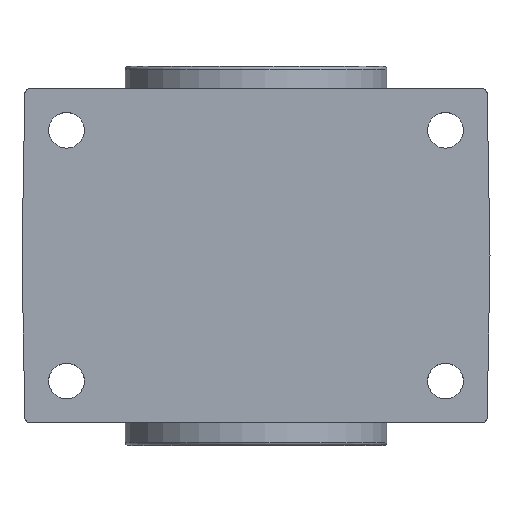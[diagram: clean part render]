
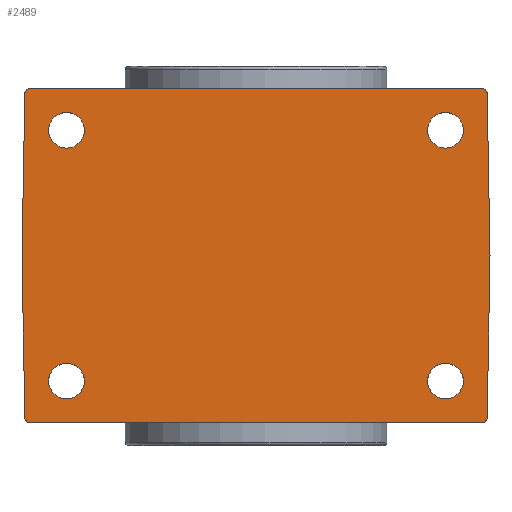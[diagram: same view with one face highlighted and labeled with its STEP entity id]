
A CAD part, top view. The second image highlights one B-rep face of the part: STEP entity #2489.
In plain terms, the highlighted planar face has unit normal (0, 0, 1).
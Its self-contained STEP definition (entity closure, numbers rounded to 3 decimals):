
#124=FACE_BOUND('',#639,.T.);
#125=FACE_BOUND('',#640,.T.);
#126=FACE_BOUND('',#641,.T.);
#127=FACE_BOUND('',#642,.T.);
#240=CIRCLE('',#2695,3.2);
#242=CIRCLE('',#2698,3.2);
#244=CIRCLE('',#2701,3.2);
#246=CIRCLE('',#2704,3.2);
#248=CIRCLE('',#2713,1.);
#250=CIRCLE('',#2716,1.);
#252=CIRCLE('',#2719,1.);
#254=CIRCLE('',#2722,1.);
#471=FACE_OUTER_BOUND('',#638,.T.);
#638=EDGE_LOOP('',(#2134,#2135,#2136,#2137,#2138,#2139,#2140,#2141,#2142,
#2143));
#639=EDGE_LOOP('',(#2144));
#640=EDGE_LOOP('',(#2145));
#641=EDGE_LOOP('',(#2146));
#642=EDGE_LOOP('',(#2147));
#721=LINE('',#4172,#892);
#725=LINE('',#4180,#896);
#730=LINE('',#4190,#901);
#735=LINE('',#4250,#906);
#739=LINE('',#4309,#910);
#744=LINE('',#4363,#915);
#892=VECTOR('',#3156,1000.);
#896=VECTOR('',#3162,1000.);
#901=VECTOR('',#3169,1000.);
#906=VECTOR('',#3176,1000.);
#910=VECTOR('',#3182,1000.);
#915=VECTOR('',#3189,1000.);
#1091=VERTEX_POINT('',#4144);
#1093=VERTEX_POINT('',#4150);
#1095=VERTEX_POINT('',#4156);
#1097=VERTEX_POINT('',#4162);
#1100=VERTEX_POINT('',#4169);
#1101=VERTEX_POINT('',#4171);
#1103=VERTEX_POINT('',#4178);
#1104=VERTEX_POINT('',#4179);
#1107=VERTEX_POINT('',#4188);
#1108=VERTEX_POINT('',#4189);
#1113=VERTEX_POINT('',#4249);
#1117=VERTEX_POINT('',#4307);
#1118=VERTEX_POINT('',#4308);
#1123=VERTEX_POINT('',#4362);
#1331=EDGE_CURVE('',#1091,#1091,#240,.T.);
#1334=EDGE_CURVE('',#1093,#1093,#242,.T.);
#1337=EDGE_CURVE('',#1095,#1095,#244,.T.);
#1340=EDGE_CURVE('',#1097,#1097,#246,.T.);
#1344=EDGE_CURVE('',#1100,#1101,#721,.T.);
#1348=EDGE_CURVE('',#1103,#1104,#725,.T.);
#1353=EDGE_CURVE('',#1107,#1108,#730,.T.);
#1359=EDGE_CURVE('',#1108,#1113,#735,.T.);
#1364=EDGE_CURVE('',#1117,#1118,#739,.T.);
#1370=EDGE_CURVE('',#1123,#1117,#744,.T.);
#1375=EDGE_CURVE('',#1107,#1104,#248,.T.);
#1377=EDGE_CURVE('',#1103,#1118,#250,.T.);
#1379=EDGE_CURVE('',#1123,#1100,#252,.T.);
#1381=EDGE_CURVE('',#1101,#1113,#254,.T.);
#2134=ORIENTED_EDGE('',*,*,#1348,.T.);
#2135=ORIENTED_EDGE('',*,*,#1375,.F.);
#2136=ORIENTED_EDGE('',*,*,#1353,.T.);
#2137=ORIENTED_EDGE('',*,*,#1359,.T.);
#2138=ORIENTED_EDGE('',*,*,#1381,.F.);
#2139=ORIENTED_EDGE('',*,*,#1344,.F.);
#2140=ORIENTED_EDGE('',*,*,#1379,.F.);
#2141=ORIENTED_EDGE('',*,*,#1370,.T.);
#2142=ORIENTED_EDGE('',*,*,#1364,.T.);
#2143=ORIENTED_EDGE('',*,*,#1377,.F.);
#2144=ORIENTED_EDGE('',*,*,#1331,.T.);
#2145=ORIENTED_EDGE('',*,*,#1334,.T.);
#2146=ORIENTED_EDGE('',*,*,#1337,.T.);
#2147=ORIENTED_EDGE('',*,*,#1340,.T.);
#2355=PLANE('',#2843);
#2489=ADVANCED_FACE('',(#471,#124,#125,#126,#127),#2355,.T.);
#2695=AXIS2_PLACEMENT_3D('',#4145,#3127,#3128);
#2698=AXIS2_PLACEMENT_3D('',#4151,#3134,#3135);
#2701=AXIS2_PLACEMENT_3D('',#4157,#3141,#3142);
#2704=AXIS2_PLACEMENT_3D('',#4163,#3148,#3149);
#2713=AXIS2_PLACEMENT_3D('',#4414,#3195,#3196);
#2716=AXIS2_PLACEMENT_3D('',#4417,#3201,#3202);
#2719=AXIS2_PLACEMENT_3D('',#4420,#3207,#3208);
#2722=AXIS2_PLACEMENT_3D('',#4423,#3213,#3214);
#2843=AXIS2_PLACEMENT_3D('',#5399,#3515,#3516);
#3127=DIRECTION('center_axis',(0.,0.,-1.));
#3128=DIRECTION('ref_axis',(1.,0.,0.));
#3134=DIRECTION('center_axis',(0.,0.,-1.));
#3135=DIRECTION('ref_axis',(1.,0.,0.));
#3141=DIRECTION('center_axis',(0.,0.,-1.));
#3142=DIRECTION('ref_axis',(1.,0.,0.));
#3148=DIRECTION('center_axis',(0.,0.,-1.));
#3149=DIRECTION('ref_axis',(1.,0.,0.));
#3156=DIRECTION('',(1.,0.,0.));
#3162=DIRECTION('',(1.,0.,0.));
#3169=DIRECTION('',(0.017,1.,0.));
#3176=DIRECTION('',(-0.017,1.,0.));
#3182=DIRECTION('',(0.017,-1.,0.));
#3189=DIRECTION('',(-0.017,-1.,0.));
#3195=DIRECTION('center_axis',(0.,0.,-1.));
#3196=DIRECTION('ref_axis',(1.,0.,0.));
#3201=DIRECTION('center_axis',(0.,0.,-1.));
#3202=DIRECTION('ref_axis',(1.,0.,0.));
#3207=DIRECTION('center_axis',(0.,0.,-1.));
#3208=DIRECTION('ref_axis',(1.,0.,0.));
#3213=DIRECTION('center_axis',(0.,0.,-1.));
#3214=DIRECTION('ref_axis',(1.,0.,0.));
#3515=DIRECTION('center_axis',(0.,0.,1.));
#3516=DIRECTION('ref_axis',(1.,0.,0.));
#4144=CARTESIAN_POINT('',(37.2,-22.5,3.5));
#4145=CARTESIAN_POINT('Origin',(34.,-22.5,3.5));
#4150=CARTESIAN_POINT('',(37.2,22.5,3.5));
#4151=CARTESIAN_POINT('Origin',(34.,22.5,3.5));
#4156=CARTESIAN_POINT('',(-30.8,22.5,3.5));
#4157=CARTESIAN_POINT('Origin',(-34.,22.5,3.5));
#4162=CARTESIAN_POINT('',(-30.8,-22.5,3.5));
#4163=CARTESIAN_POINT('Origin',(-34.,-22.5,3.5));
#4169=CARTESIAN_POINT('',(-40.484,30.,3.5));
#4171=CARTESIAN_POINT('',(40.484,30.,3.5));
#4172=CARTESIAN_POINT('',(0.,30.,3.5));
#4178=CARTESIAN_POINT('',(-40.484,-30.,3.5));
#4179=CARTESIAN_POINT('',(40.484,-30.,3.5));
#4180=CARTESIAN_POINT('',(0.,-30.,3.5));
#4188=CARTESIAN_POINT('',(41.483,-29.017,3.5));
#4189=CARTESIAN_POINT('',(41.99,0.,3.5));
#4190=CARTESIAN_POINT('',(41.466,-30.,3.5));
#4249=CARTESIAN_POINT('',(41.483,29.017,3.5));
#4250=CARTESIAN_POINT('',(41.99,0.,3.5));
#4307=CARTESIAN_POINT('',(-41.99,0.,3.5));
#4308=CARTESIAN_POINT('',(-41.483,-29.017,3.5));
#4309=CARTESIAN_POINT('',(-41.99,0.,3.5));
#4362=CARTESIAN_POINT('',(-41.483,29.017,3.5));
#4363=CARTESIAN_POINT('',(-41.466,30.,3.5));
#4414=CARTESIAN_POINT('Origin',(40.484,-29.,3.5));
#4417=CARTESIAN_POINT('Origin',(-40.484,-29.,3.5));
#4420=CARTESIAN_POINT('Origin',(-40.484,29.,3.5));
#4423=CARTESIAN_POINT('Origin',(40.484,29.,3.5));
#5399=CARTESIAN_POINT('Origin',(0.,0.,3.5));
